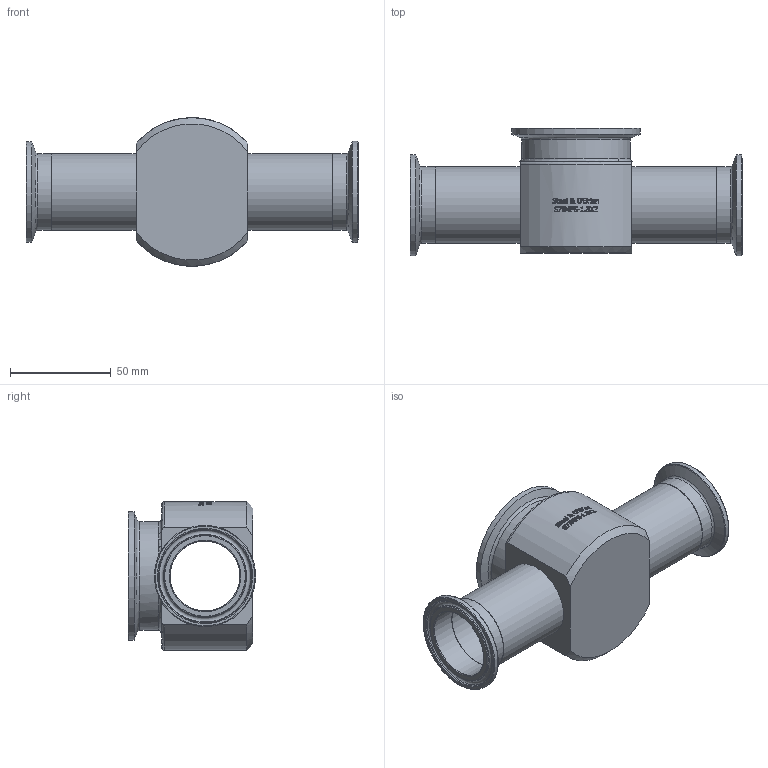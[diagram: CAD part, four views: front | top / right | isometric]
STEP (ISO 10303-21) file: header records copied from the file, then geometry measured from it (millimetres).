
FILE_DESCRIPTION(/* description */ (''),/* implementation_level */ '2;1');
FILE_NAME(/* name */ 'S7IMPS-15X2.stp',/* time_stamp */ '2018-11-30T14:19:33-05:00',/* author */ ('rick'),/* organization */ (''),/* preprocessor_version */ 'ST-DEVELOPER v15.2',/* originating_system */ 'Autodesk Inventor 2014',/* authorisation */ '');
FILE_SCHEMA (('AUTOMOTIVE_DESIGN { 1 0 10303 214 3 1 1 }'));
Length unit declared in the file: inch
Products named in the file (1): S7IMPS-15X2
Bounding box: 165.1 x 63.24 x 73.88 mm (x, y, z)
Volume: 131914.8 mm3; surface area: 55567.2 mm2
Topology: 1 solids, 1 shells, 461 faces, 1218 edges, 802 vertices
Faces by surface type: plane 186, bspline 184, cylinder 49, torus 27, cone 15
Full cylindrical faces by diameter (mm): 34.798 x3, 38.1 x4, 47.498 x1, 50.394 x2, 54.102 x1, 63.906 x1
Entity records: 17676 total; most frequent: CARTESIAN_POINT 7431, ORIENTED_EDGE 2334, DIRECTION 1605, EDGE_CURVE 1167, VERTEX_POINT 796, EDGE_LOOP 553, AXIS2_PLACEMENT_3D 550, LINE 505
